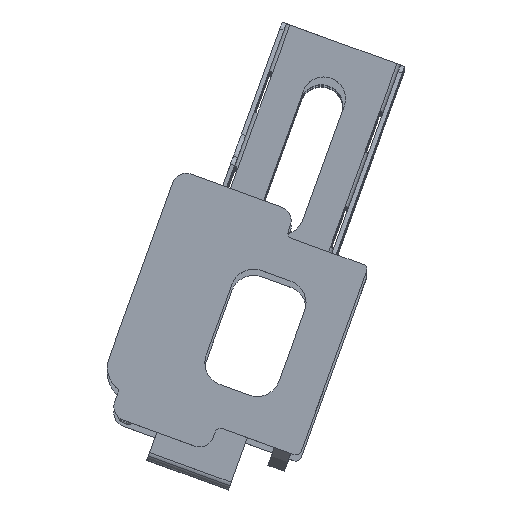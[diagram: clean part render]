
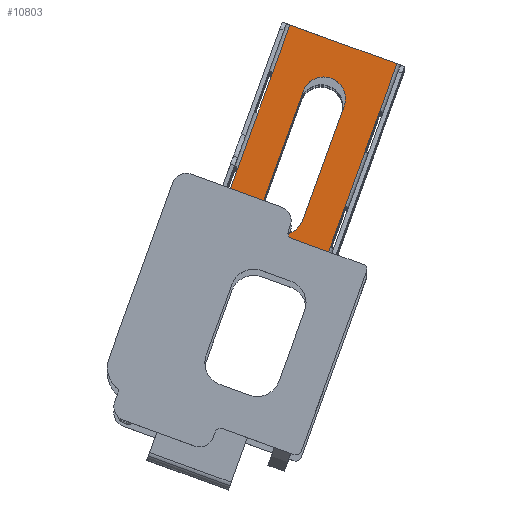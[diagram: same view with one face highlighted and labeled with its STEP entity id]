
A CAD part, top view. The second image highlights one B-rep face of the part: STEP entity #10803.
In plain terms, the highlighted planar face has unit normal (0, 0, 1).
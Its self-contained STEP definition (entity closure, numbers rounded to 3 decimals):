
#270=FACE_BOUND('',#1733,.T.);
#519=CIRCLE('',#11398,15.);
#522=CIRCLE('',#11403,15.);
#1147=FACE_OUTER_BOUND('',#1732,.T.);
#1732=EDGE_LOOP('',(#8405,#8406,#8407,#8408,#8409,#8410,#8411,#8412,#8413,
#8414,#8415,#8416));
#1733=EDGE_LOOP('',(#8417,#8418,#8419,#8420));
#2332=LINE('',#16369,#3375);
#2337=LINE('',#16381,#3380);
#2338=LINE('',#16383,#3381);
#2340=LINE('',#16387,#3383);
#2343=LINE('',#16392,#3386);
#2345=LINE('',#16395,#3388);
#2348=LINE('',#16404,#3391);
#2350=LINE('',#16408,#3393);
#2353=LINE('',#16416,#3396);
#2355=LINE('',#16420,#3398);
#2659=LINE('',#17231,#3702);
#2670=LINE('',#17260,#3713);
#2671=LINE('',#17263,#3714);
#2672=LINE('',#17264,#3715);
#3375=VECTOR('',#13223,84.);
#3380=VECTOR('',#13236,84.);
#3381=VECTOR('',#13239,30.);
#3383=VECTOR('',#13243,30.);
#3386=VECTOR('',#13248,30.);
#3388=VECTOR('',#13252,30.);
#3391=VECTOR('',#13263,40.);
#3393=VECTOR('',#13267,35.);
#3396=VECTOR('',#13274,35.);
#3398=VECTOR('',#13280,40.);
#3702=VECTOR('',#14140,78.8);
#3713=VECTOR('',#14171,24.);
#3714=VECTOR('',#14174,78.8);
#3715=VECTOR('',#14175,24.);
#4265=VERTEX_POINT('',#15774);
#4269=VERTEX_POINT('',#15783);
#4273=VERTEX_POINT('',#15792);
#4474=VERTEX_POINT('',#16328);
#4476=VERTEX_POINT('',#16333);
#4482=VERTEX_POINT('',#16346);
#4484=VERTEX_POINT('',#16351);
#4487=VERTEX_POINT('',#16359);
#4488=VERTEX_POINT('',#16360);
#4491=VERTEX_POINT('',#16368);
#4494=VERTEX_POINT('',#16375);
#4495=VERTEX_POINT('',#16386);
#4499=VERTEX_POINT('',#16407);
#4502=VERTEX_POINT('',#16415);
#4739=VERTEX_POINT('',#17258);
#4740=VERTEX_POINT('',#17262);
#5595=EDGE_CURVE('',#4487,#4488,#519,.T.);
#5599=EDGE_CURVE('',#4488,#4491,#2332,.T.);
#5604=EDGE_CURVE('',#4494,#4491,#522,.F.);
#5606=EDGE_CURVE('',#4487,#4494,#2337,.T.);
#5607=EDGE_CURVE('',#4269,#4265,#2338,.T.);
#5609=EDGE_CURVE('',#4495,#4273,#2340,.T.);
#5612=EDGE_CURVE('',#4474,#4484,#2343,.F.);
#5614=EDGE_CURVE('',#4482,#4476,#2345,.F.);
#5619=EDGE_CURVE('',#4273,#4269,#2348,.T.);
#5621=EDGE_CURVE('',#4265,#4499,#2350,.T.);
#5625=EDGE_CURVE('',#4502,#4482,#2353,.F.);
#5628=EDGE_CURVE('',#4476,#4474,#2355,.F.);
#6057=EDGE_CURVE('',#4499,#4502,#2659,.F.);
#6073=EDGE_CURVE('',#4484,#4739,#2670,.F.);
#6074=EDGE_CURVE('',#4740,#4739,#2671,.T.);
#6075=EDGE_CURVE('',#4740,#4495,#2672,.T.);
#8405=ORIENTED_EDGE('',*,*,#5625,.T.);
#8406=ORIENTED_EDGE('',*,*,#5614,.T.);
#8407=ORIENTED_EDGE('',*,*,#5628,.T.);
#8408=ORIENTED_EDGE('',*,*,#5612,.T.);
#8409=ORIENTED_EDGE('',*,*,#6073,.T.);
#8410=ORIENTED_EDGE('',*,*,#6074,.F.);
#8411=ORIENTED_EDGE('',*,*,#6075,.T.);
#8412=ORIENTED_EDGE('',*,*,#5609,.T.);
#8413=ORIENTED_EDGE('',*,*,#5619,.T.);
#8414=ORIENTED_EDGE('',*,*,#5607,.T.);
#8415=ORIENTED_EDGE('',*,*,#5621,.T.);
#8416=ORIENTED_EDGE('',*,*,#6057,.T.);
#8417=ORIENTED_EDGE('',*,*,#5606,.T.);
#8418=ORIENTED_EDGE('',*,*,#5604,.T.);
#8419=ORIENTED_EDGE('',*,*,#5599,.F.);
#8420=ORIENTED_EDGE('',*,*,#5595,.F.);
#9804=PLANE('',#11706);
#10803=ADVANCED_FACE('',(#1147,#270),#9804,.T.);
#11398=AXIS2_PLACEMENT_3D('',#16361,#13215,#13216);
#11403=AXIS2_PLACEMENT_3D('',#16378,#13231,#13232);
#11706=AXIS2_PLACEMENT_3D('',#17261,#14172,#14173);
#13215=DIRECTION('center_axis',(0.,0.,
1.));
#13216=DIRECTION('ref_axis',(-0.342,-0.94,0.));
#13223=DIRECTION('',(-0.342,-0.94,0.));
#13231=DIRECTION('center_axis',(0.,0.,
1.));
#13232=DIRECTION('ref_axis',(-0.342,-0.94,0.));
#13236=DIRECTION('',(-0.342,-0.94,0.));
#13239=DIRECTION('',(0.342,0.94,0.));
#13243=DIRECTION('',(0.342,0.94,0.));
#13248=DIRECTION('',(0.342,0.94,0.));
#13252=DIRECTION('',(0.342,0.94,0.));
#13263=DIRECTION('',(0.342,0.94,0.));
#13267=DIRECTION('',(0.342,0.94,0.));
#13274=DIRECTION('',(0.342,0.94,0.));
#13280=DIRECTION('',(0.342,0.94,0.));
#14140=DIRECTION('',(0.94,-0.342,0.));
#14171=DIRECTION('',(0.342,0.94,0.));
#14172=DIRECTION('center_axis',(0.,0.,
1.));
#14173=DIRECTION('ref_axis',(1.,0.,0.));
#14174=DIRECTION('',(-0.94,0.342,0.));
#14175=DIRECTION('',(0.342,0.94,0.));
#15774=CARTESIAN_POINT('',(-943.125,1148.27,-236.25));
#15783=CARTESIAN_POINT('',(-953.386,1120.079,-236.25));
#15792=CARTESIAN_POINT('',(-967.066,1082.491,-236.25));
#16328=CARTESIAN_POINT('',(-1041.114,1109.442,-236.25));
#16333=CARTESIAN_POINT('',(-1027.433,1147.03,-236.25));
#16346=CARTESIAN_POINT('',(-1017.173,1175.221,-236.25));
#16351=CARTESIAN_POINT('',(-1051.375,1081.251,-236.25));
#16359=CARTESIAN_POINT('',(-967.764,1151.916,-236.25));
#16360=CARTESIAN_POINT('',(-995.954,1162.177,-236.25));
#16361=CARTESIAN_POINT('Origin',(-981.859,1157.047,-236.25));
#16368=CARTESIAN_POINT('',(-1024.684,1083.243,-236.25));
#16369=CARTESIAN_POINT('',(-995.954,1162.177,-236.25));
#16375=CARTESIAN_POINT('',(-996.493,1072.982,-236.25));
#16378=CARTESIAN_POINT('Origin',(-1010.589,1078.113,-236.25));
#16381=CARTESIAN_POINT('',(-967.764,1151.916,-236.25));
#16383=CARTESIAN_POINT('',(-953.386,1120.079,-236.25));
#16386=CARTESIAN_POINT('',(-977.327,1054.3,-236.25));
#16387=CARTESIAN_POINT('',(-977.327,1054.3,-236.25));
#16392=CARTESIAN_POINT('',(-1051.375,1081.251,-236.25));
#16395=CARTESIAN_POINT('',(-1027.433,1147.03,-236.25));
#16404=CARTESIAN_POINT('',(-967.066,1082.491,-236.25));
#16407=CARTESIAN_POINT('',(-931.154,1181.159,-236.25));
#16408=CARTESIAN_POINT('',(-943.125,1148.27,-236.25));
#16415=CARTESIAN_POINT('',(-1005.202,1208.11,-236.25));
#16416=CARTESIAN_POINT('',(-1017.173,1175.221,-236.25));
#16420=CARTESIAN_POINT('',(-1041.114,1109.442,-236.25));
#17231=CARTESIAN_POINT('',(-1005.202,1208.11,-236.25));
#17258=CARTESIAN_POINT('',(-1059.583,1058.699,-236.25));
#17260=CARTESIAN_POINT('',(-1059.583,1058.699,-236.25));
#17261=CARTESIAN_POINT('Origin',(-1063.435,1079.256,-236.25));
#17262=CARTESIAN_POINT('',(-985.535,1031.748,-236.25));
#17263=CARTESIAN_POINT('',(-985.535,1031.748,-236.25));
#17264=CARTESIAN_POINT('',(-985.535,1031.748,-236.25));
